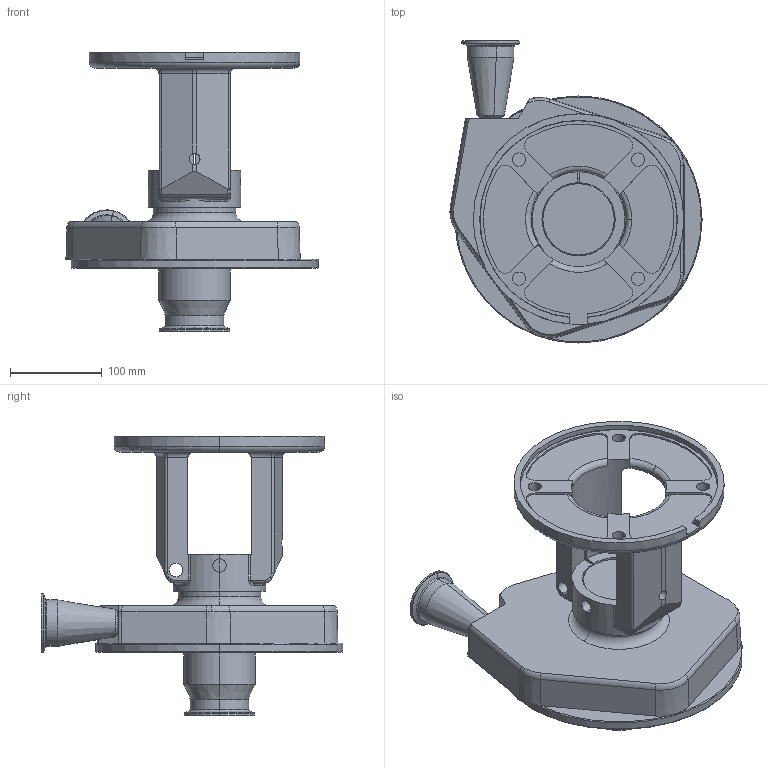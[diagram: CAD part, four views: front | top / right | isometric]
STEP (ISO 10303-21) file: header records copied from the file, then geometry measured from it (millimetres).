
FILE_DESCRIPTION (( 'STEP AP214' ), '1' );
FILE_NAME ('FPR 741-742 180-250TC VERT.STEP', '2023-01-10T20:30:25', ( '' ), ( '' ), 'SwSTEP 2.0', 'SolidWorks 2021', '' );
FILE_SCHEMA (( 'AUTOMOTIVE_DESIGN' ));
Length unit declared in the file: millimetre
Products named in the file (1): FPR 741-742 180-250TC VERT
Bounding box: 275.58 x 330 x 305 mm (x, y, z)
Volume: 2758774.4 mm3; surface area: 507387.1 mm2
Topology: 1 solids, 6 shells, 375 faces, 925 edges, 551 vertices
Faces by surface type: cylinder 135, torus 84, plane 83, cone 60, bspline 9, sphere 4
Entity records: 12599 total; most frequent: CARTESIAN_POINT 3620, DIRECTION 2031, ORIENTED_EDGE 1814, EDGE_CURVE 907, AXIS2_PLACEMENT_3D 848, VERTEX_POINT 550, CIRCLE 481, EDGE_LOOP 409
